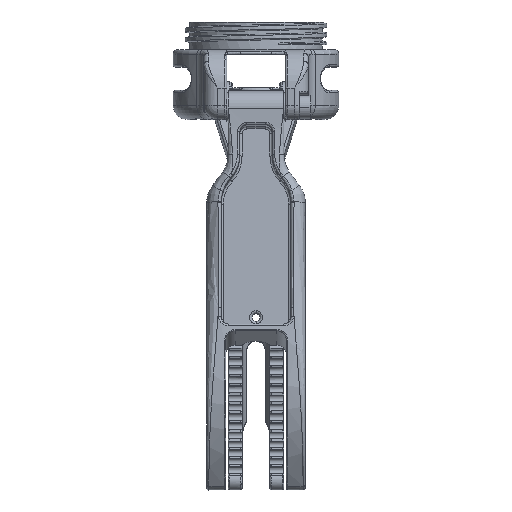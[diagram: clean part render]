
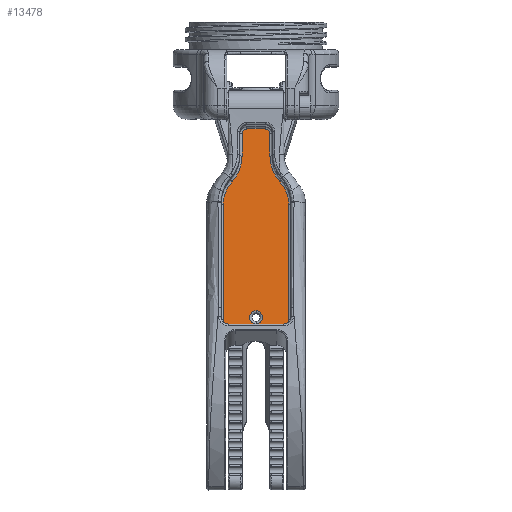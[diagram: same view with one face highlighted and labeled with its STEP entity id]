
A CAD part, front view. The second image highlights one B-rep face of the part: STEP entity #13478.
In plain terms, the highlighted face is planar.
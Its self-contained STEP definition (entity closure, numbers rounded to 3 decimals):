
#451 = ORIENTED_EDGE ( 'NONE', *, *, #30415, .T. ) ;
#1005 = LINE ( 'NONE', #63250, #6276 ) ;
#1946 = VECTOR ( 'NONE', #61770, 1000. ) ;
#2202 = CIRCLE ( 'NONE', #20693, 2.75 ) ;
#3203 = LINE ( 'NONE', #19196, #62624 ) ;
#3457 = DIRECTION ( 'NONE',  ( 0., -0.961, 0.276 ) ) ;
#3945 = VERTEX_POINT ( 'NONE', #42791 ) ;
#3992 = VECTOR ( 'NONE', #10001, 1000. ) ;
#4360 = ORIENTED_EDGE ( 'NONE', *, *, #17502, .T. ) ;
#4695 = ORIENTED_EDGE ( 'NONE', *, *, #48873, .T. ) ;
#6276 = VECTOR ( 'NONE', #25508, 1000. ) ;
#6317 = AXIS2_PLACEMENT_3D ( 'NONE', #66342, #14627, #55455 ) ;
#8257 = CARTESIAN_POINT ( 'NONE',  ( -6., 26.455, -18.774 ) ) ;
#8478 = DIRECTION ( 'NONE',  ( 0., 0.961, -0.276 ) ) ;
#10001 = DIRECTION ( 'NONE',  ( 0., -0.276, -0.961 ) ) ;
#10026 = DIRECTION ( 'NONE',  ( 0., 0.276, 0.961 ) ) ;
#11077 = EDGE_CURVE ( 'NONE', #52994, #29898, #67248, .T. ) ;
#11439 = AXIS2_PLACEMENT_3D ( 'NONE', #41643, #57314, #56309 ) ;
#11754 = DIRECTION ( 'NONE',  ( 0., 0.961, -0.276 ) ) ;
#12619 = ORIENTED_EDGE ( 'NONE', *, *, #29182, .T. ) ;
#12724 = DIRECTION ( 'NONE',  ( 0., 0.276, 0.961 ) ) ;
#13478 = ADVANCED_FACE ( 'NONE', ( #40775, #54770 ), #55111, .T. ) ;
#13695 = AXIS2_PLACEMENT_3D ( 'NONE', #41976, #40965, #62739 ) ;
#14627 = DIRECTION ( 'NONE',  ( 0., 0.961, -0.276 ) ) ;
#14755 = EDGE_CURVE ( 'NONE', #38152, #46661, #1005, .T. ) ;
#14837 = EDGE_CURVE ( 'NONE', #29898, #54969, #31240, .T. ) ;
#15426 = ORIENTED_EDGE ( 'NONE', *, *, #40480, .T. ) ;
#15552 = EDGE_CURVE ( 'NONE', #43389, #52994, #67202, .T. ) ;
#16242 = CIRCLE ( 'NONE', #59677, 14.472 ) ;
#16678 = CARTESIAN_POINT ( 'NONE',  ( 3.9, 29.084, -9.606 ) ) ;
#16863 = VERTEX_POINT ( 'NONE', #24977 ) ;
#17231 = DIRECTION ( 'NONE',  ( 0., 0.276, 0.961 ) ) ;
#17502 = EDGE_CURVE ( 'NONE', #47395, #61261, #16242, .T. ) ;
#18229 = DIRECTION ( 'NONE',  ( 0., -0.276, -0.961 ) ) ;
#19196 = CARTESIAN_POINT ( 'NONE',  ( -14., 26.455, -18.774 ) ) ;
#19658 = CARTESIAN_POINT ( 'NONE',  ( -6., 29.084, -9.606 ) ) ;
#19712 = CARTESIAN_POINT ( 'NONE',  ( -0.472, 20.732, -38.733 ) ) ;
#20693 = AXIS2_PLACEMENT_3D ( 'NONE', #42673, #22933, #12724 ) ;
#21326 = CIRCLE ( 'NONE', #25692, 16.472 ) ;
#21554 = VERTEX_POINT ( 'NONE', #35305 ) ;
#22933 = DIRECTION ( 'NONE',  ( 0., -0.961, 0.276 ) ) ;
#23314 = LINE ( 'NONE', #29099, #41898 ) ;
#23534 = ORIENTED_EDGE ( 'NONE', *, *, #62309, .T. ) ;
#24683 = CARTESIAN_POINT ( 'NONE',  ( -3.9, 29.084, -9.606 ) ) ;
#24977 = CARTESIAN_POINT ( 'NONE',  ( -14., 20.732, -38.733 ) ) ;
#25026 = DIRECTION ( 'NONE',  ( 0., 0.961, -0.276 ) ) ;
#25508 = DIRECTION ( 'NONE',  ( -1., 0., 0. ) ) ;
#25692 = AXIS2_PLACEMENT_3D ( 'NONE', #65411, #3457, #44663 ) ;
#26361 = EDGE_CURVE ( 'NONE', #54969, #56183, #61688, .T. ) ;
#26524 = DIRECTION ( 'NONE',  ( 0., 0.276, 0.961 ) ) ;
#27216 = ORIENTED_EDGE ( 'NONE', *, *, #41618, .T. ) ;
#28758 = CARTESIAN_POINT ( 'NONE',  ( 3.9, 29.663, -7.588 ) ) ;
#28785 = CIRCLE ( 'NONE', #11439, 16.472 ) ;
#29099 = CARTESIAN_POINT ( 'NONE',  ( 14., 26.455, -18.774 ) ) ;
#29182 = EDGE_CURVE ( 'NONE', #64469, #3945, #28785, .T. ) ;
#29898 = VERTEX_POINT ( 'NONE', #28758 ) ;
#30116 = DIRECTION ( 'NONE',  ( 0., 0.276, 0.961 ) ) ;
#30209 = EDGE_CURVE ( 'NONE', #46661, #60463, #42003, .T. ) ;
#30415 = EDGE_CURVE ( 'NONE', #3945, #43389, #38536, .T. ) ;
#31240 = CIRCLE ( 'NONE', #57337, 2.1 ) ;
#31464 = EDGE_LOOP ( 'NONE', ( #39823, #4360, #23534, #42886, #43310, #64346, #15426, #27216, #12619, #451, #48883, #54336, #39097, #65538 ) ) ;
#31748 = ORIENTED_EDGE ( 'NONE', *, *, #62064, .T. ) ;
#32223 = CARTESIAN_POINT ( 'NONE',  ( 6., 29.084, -9.606 ) ) ;
#35305 = CARTESIAN_POINT ( 'NONE',  ( 0., 6.581, -88.086 ) ) ;
#35539 = VECTOR ( 'NONE', #65102, 1000. ) ;
#35837 = CARTESIAN_POINT ( 'NONE',  ( 6., 26.455, -18.774 ) ) ;
#36696 = CARTESIAN_POINT ( 'NONE',  ( 10.259, 23.409, -29.398 ) ) ;
#37591 = CIRCLE ( 'NONE', #56051, 2.75 ) ;
#37840 = AXIS2_PLACEMENT_3D ( 'NONE', #24683, #25026, #30116 ) ;
#38152 = VERTEX_POINT ( 'NONE', #57687 ) ;
#38252 = CARTESIAN_POINT ( 'NONE',  ( -10.259, 23.409, -29.398 ) ) ;
#38536 = LINE ( 'NONE', #8257, #35539 ) ;
#38627 = CIRCLE ( 'NONE', #64713, 14.472 ) ;
#39097 = ORIENTED_EDGE ( 'NONE', *, *, #14837, .T. ) ;
#39823 = ORIENTED_EDGE ( 'NONE', *, *, #42468, .T. ) ;
#40042 = CARTESIAN_POINT ( 'NONE',  ( 6., 26.455, -18.774 ) ) ;
#40480 = EDGE_CURVE ( 'NONE', #60463, #16863, #3203, .T. ) ;
#40775 = FACE_BOUND ( 'NONE', #49358, .T. ) ;
#40916 = AXIS2_PLACEMENT_3D ( 'NONE', #58997, #11754, #43340 ) ;
#40965 = DIRECTION ( 'NONE',  ( 0., 0.961, -0.276 ) ) ;
#41086 = CARTESIAN_POINT ( 'NONE',  ( -3.9, 29.663, -7.588 ) ) ;
#41293 = CARTESIAN_POINT ( 'NONE',  ( 0., 8.097, -82.799 ) ) ;
#41618 = EDGE_CURVE ( 'NONE', #16863, #64469, #38627, .T. ) ;
#41643 = CARTESIAN_POINT ( 'NONE',  ( -22.472, 26.455, -18.774 ) ) ;
#41728 = CARTESIAN_POINT ( 'NONE',  ( 0., 7.339, -85.442 ) ) ;
#41898 = VECTOR ( 'NONE', #18229, 1000. ) ;
#41976 = CARTESIAN_POINT ( 'NONE',  ( 11.9, 7.071, -86.376 ) ) ;
#42003 = CIRCLE ( 'NONE', #40916, 2.1 ) ;
#42468 = EDGE_CURVE ( 'NONE', #56183, #47395, #21326, .T. ) ;
#42673 = CARTESIAN_POINT ( 'NONE',  ( 0., 7.339, -85.442 ) ) ;
#42791 = CARTESIAN_POINT ( 'NONE',  ( -6., 26.455, -18.774 ) ) ;
#42886 = ORIENTED_EDGE ( 'NONE', *, *, #62423, .T. ) ;
#43310 = ORIENTED_EDGE ( 'NONE', *, *, #14755, .T. ) ;
#43340 = DIRECTION ( 'NONE',  ( 0., 0.276, 0.961 ) ) ;
#43389 = VERTEX_POINT ( 'NONE', #19658 ) ;
#44663 = DIRECTION ( 'NONE',  ( 0., 0.276, 0.961 ) ) ;
#45958 = CARTESIAN_POINT ( 'NONE',  ( -11.9, 6.492, -88.395 ) ) ;
#46122 = CARTESIAN_POINT ( 'NONE',  ( -22.472, 29.663, -7.588 ) ) ;
#46661 = VERTEX_POINT ( 'NONE', #45958 ) ;
#46776 = VERTEX_POINT ( 'NONE', #58168 ) ;
#46987 = CARTESIAN_POINT ( 'NONE',  ( -14., 7.071, -86.376 ) ) ;
#47395 = VERTEX_POINT ( 'NONE', #36696 ) ;
#48873 = EDGE_CURVE ( 'NONE', #21554, #66577, #2202, .T. ) ;
#48883 = ORIENTED_EDGE ( 'NONE', *, *, #15552, .T. ) ;
#49358 = EDGE_LOOP ( 'NONE', ( #31748, #4695 ) ) ;
#52994 = VERTEX_POINT ( 'NONE', #41086 ) ;
#54336 = ORIENTED_EDGE ( 'NONE', *, *, #11077, .T. ) ;
#54770 = FACE_OUTER_BOUND ( 'NONE', #31464, .T. ) ;
#54969 = VERTEX_POINT ( 'NONE', #32223 ) ;
#55111 = PLANE ( 'NONE',  #6317 ) ;
#55455 = DIRECTION ( 'NONE',  ( 0., 0.276, 0.961 ) ) ;
#56051 = AXIS2_PLACEMENT_3D ( 'NONE', #41728, #57412, #57747 ) ;
#56183 = VERTEX_POINT ( 'NONE', #40042 ) ;
#56309 = DIRECTION ( 'NONE',  ( 0., 0.276, 0.961 ) ) ;
#57314 = DIRECTION ( 'NONE',  ( 0., -0.961, 0.276 ) ) ;
#57337 = AXIS2_PLACEMENT_3D ( 'NONE', #16678, #62235, #26524 ) ;
#57412 = DIRECTION ( 'NONE',  ( 0., -0.961, 0.276 ) ) ;
#57687 = CARTESIAN_POINT ( 'NONE',  ( 11.9, 6.492, -88.395 ) ) ;
#57747 = DIRECTION ( 'NONE',  ( 0., 0.276, 0.961 ) ) ;
#58168 = CARTESIAN_POINT ( 'NONE',  ( 14., 7.071, -86.376 ) ) ;
#58997 = CARTESIAN_POINT ( 'NONE',  ( -11.9, 7.071, -86.376 ) ) ;
#59300 = CIRCLE ( 'NONE', #13695, 2.1 ) ;
#59677 = AXIS2_PLACEMENT_3D ( 'NONE', #19712, #8478, #60870 ) ;
#60463 = VERTEX_POINT ( 'NONE', #46987 ) ;
#60870 = DIRECTION ( 'NONE',  ( 0., 0.276, 0.961 ) ) ;
#61261 = VERTEX_POINT ( 'NONE', #61803 ) ;
#61688 = LINE ( 'NONE', #35837, #3992 ) ;
#61770 = DIRECTION ( 'NONE',  ( 1., 0., 0. ) ) ;
#61803 = CARTESIAN_POINT ( 'NONE',  ( 14., 20.732, -38.733 ) ) ;
#62064 = EDGE_CURVE ( 'NONE', #66577, #21554, #37591, .T. ) ;
#62235 = DIRECTION ( 'NONE',  ( 0., 0.961, -0.276 ) ) ;
#62309 = EDGE_CURVE ( 'NONE', #61261, #46776, #23314, .T. ) ;
#62423 = EDGE_CURVE ( 'NONE', #46776, #38152, #59300, .T. ) ;
#62624 = VECTOR ( 'NONE', #10026, 1000. ) ;
#62739 = DIRECTION ( 'NONE',  ( 0., 0.276, 0.961 ) ) ;
#63139 = CARTESIAN_POINT ( 'NONE',  ( 0.472, 20.732, -38.733 ) ) ;
#63250 = CARTESIAN_POINT ( 'NONE',  ( -22.472, 6.492, -88.395 ) ) ;
#63798 = DIRECTION ( 'NONE',  ( 0., 0.961, -0.276 ) ) ;
#64346 = ORIENTED_EDGE ( 'NONE', *, *, #30209, .T. ) ;
#64469 = VERTEX_POINT ( 'NONE', #38252 ) ;
#64713 = AXIS2_PLACEMENT_3D ( 'NONE', #63139, #63798, #17231 ) ;
#65102 = DIRECTION ( 'NONE',  ( 0., 0.276, 0.961 ) ) ;
#65411 = CARTESIAN_POINT ( 'NONE',  ( 22.472, 26.455, -18.774 ) ) ;
#65538 = ORIENTED_EDGE ( 'NONE', *, *, #26361, .T. ) ;
#66342 = CARTESIAN_POINT ( 'NONE',  ( -22.472, 26.455, -18.774 ) ) ;
#66577 = VERTEX_POINT ( 'NONE', #41293 ) ;
#67202 = CIRCLE ( 'NONE', #37840, 2.1 ) ;
#67248 = LINE ( 'NONE', #46122, #1946 ) ;
